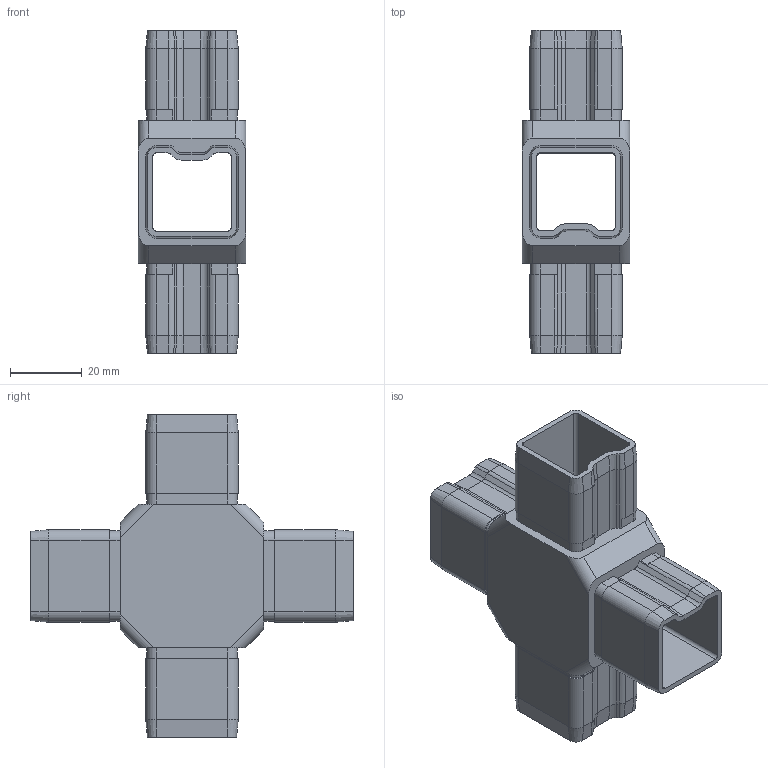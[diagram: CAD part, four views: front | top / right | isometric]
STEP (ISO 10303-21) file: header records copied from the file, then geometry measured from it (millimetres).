
FILE_DESCRIPTION (( 'STEP AP203' ), '1' );
FILE_NAME ('10163030.step', '2020-03-09T10:52:32', ( '' ), ( '' ), 'SwSTEP 2.0', 'SolidWorks 2015', '' );
FILE_SCHEMA (( 'CONFIG_CONTROL_DESIGN' ));
Products named in the file (2): 10163030
Bounding box: 30 x 90 x 90 mm (x, y, z)
Volume: 34235.6 mm3; surface area: 28146.5 mm2
Topology: 1 solids, 1 shells, 731 faces, 1865 edges, 1178 vertices
Faces by surface type: plane 348, bspline 227, cylinder 124, cone 32
Entity records: 33392 total; most frequent: CARTESIAN_POINT 17255, ORIENTED_EDGE 3730, DIRECTION 2571, EDGE_CURVE 1865, VERTEX_POINT 1178, LINE 1143, VECTOR 1143, EDGE_LOOP 779
